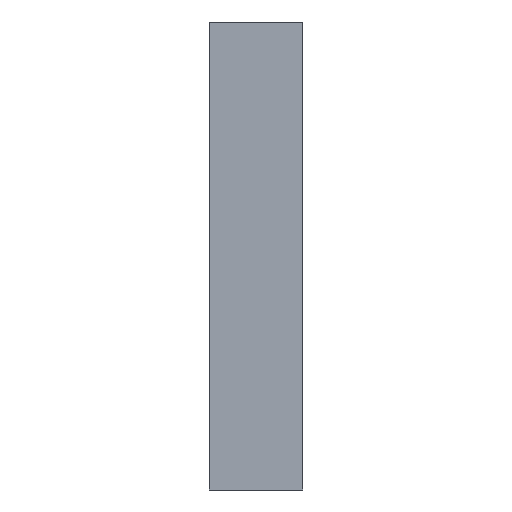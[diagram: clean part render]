
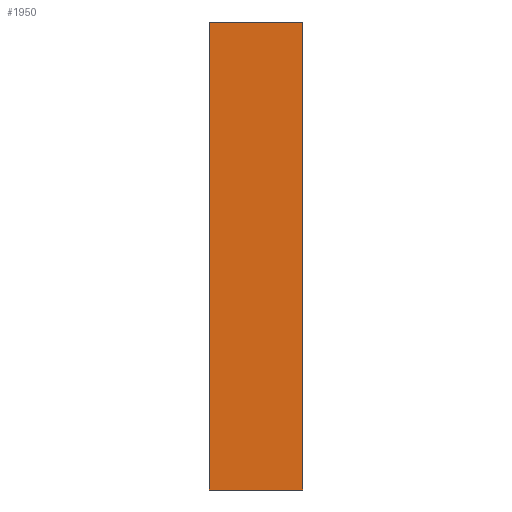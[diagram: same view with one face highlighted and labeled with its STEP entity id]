
A CAD part, front view. The second image highlights one B-rep face of the part: STEP entity #1950.
In plain terms, the highlighted planar face has unit normal (0, -1, 0).
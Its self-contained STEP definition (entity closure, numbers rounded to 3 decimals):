
#95 = VERTEX_POINT ( 'NONE', #2988 ) ;
#162 = CARTESIAN_POINT ( 'NONE',  ( 298.1, 0., 3000. ) ) ;
#176 = EDGE_CURVE ( 'NONE', #988, #95, #2653, .T. ) ;
#225 = EDGE_CURVE ( 'NONE', #988, #331, #3712, .T. ) ;
#311 = EDGE_CURVE ( 'NONE', #95, #3752, #2534, .T. ) ;
#331 = VERTEX_POINT ( 'NONE', #2521 ) ;
#352 = CARTESIAN_POINT ( 'NONE',  ( 298.1, 0., 0. ) ) ;
#623 = ORIENTED_EDGE ( 'NONE', *, *, #1123, .T. ) ;
#840 = VERTEX_POINT ( 'NONE', #1148 ) ;
#874 = ORIENTED_EDGE ( 'NONE', *, *, #1207, .F. ) ;
#961 = FACE_OUTER_BOUND ( 'NONE', #1885, .T. ) ;
#965 = EDGE_CURVE ( 'NONE', #1492, #3235, #1713, .T. ) ;
#988 = VERTEX_POINT ( 'NONE', #3420 ) ;
#1123 = EDGE_CURVE ( 'NONE', #2368, #331, #1574, .T. ) ;
#1148 = CARTESIAN_POINT ( 'NONE',  ( -298.1, 0., 3000. ) ) ;
#1166 = DIRECTION ( 'NONE',  ( 1., 0., 0. ) ) ;
#1189 = DIRECTION ( 'NONE',  ( 0., 1., 0. ) ) ;
#1207 = EDGE_CURVE ( 'NONE', #840, #1492, #1418, .T. ) ;
#1241 = DIRECTION ( 'NONE',  ( 0., 0., 1. ) ) ;
#1257 = EDGE_CURVE ( 'NONE', #3235, #3752, #1389, .T. ) ;
#1276 = EDGE_CURVE ( 'NONE', #840, #2368, #1341, .T. ) ;
#1301 = VECTOR ( 'NONE', #1398, 1000. ) ;
#1341 = LINE ( 'NONE', #1443, #1301 ) ;
#1351 = VECTOR ( 'NONE', #1622, 1000. ) ;
#1389 = LINE ( 'NONE', #1619, #1351 ) ;
#1398 = DIRECTION ( 'NONE',  ( -1., 0., 0. ) ) ;
#1416 = VECTOR ( 'NONE', #1907, 1000. ) ;
#1418 = LINE ( 'NONE', #1921, #1416 ) ;
#1434 = PLANE ( 'NONE',  #2153 ) ;
#1443 = CARTESIAN_POINT ( 'NONE',  ( -298.1, 0., 3000. ) ) ;
#1451 = CARTESIAN_POINT ( 'NONE',  ( -300., 0., 3000. ) ) ;
#1459 = CARTESIAN_POINT ( 'NONE',  ( 298.1, 0., 3000. ) ) ;
#1492 = VERTEX_POINT ( 'NONE', #162 ) ;
#1525 = VECTOR ( 'NONE', #2585, 1000. ) ;
#1554 = CARTESIAN_POINT ( 'NONE',  ( 298.1, 0., 0. ) ) ;
#1574 = LINE ( 'NONE', #2620, #1525 ) ;
#1619 = CARTESIAN_POINT ( 'NONE',  ( 300., 0., 3000. ) ) ;
#1622 = DIRECTION ( 'NONE',  ( 0., 0., -1. ) ) ;
#1709 = VECTOR ( 'NONE', #3610, 1000. ) ;
#1713 = LINE ( 'NONE', #3563, #1709 ) ;
#1885 = EDGE_LOOP ( 'NONE', ( #3045, #1926, #3489, #2430, #874, #2432, #623, #3553 ) ) ;
#1907 = DIRECTION ( 'NONE',  ( 1., 0., 0. ) ) ;
#1921 = CARTESIAN_POINT ( 'NONE',  ( 298.1, 0., 3000. ) ) ;
#1926 = ORIENTED_EDGE ( 'NONE', *, *, #311, .T. ) ;
#1950 = ADVANCED_FACE ( 'NONE', ( #961 ), #1434, .F. ) ;
#2153 = AXIS2_PLACEMENT_3D ( 'NONE', #1459, #1189, #1241 ) ;
#2368 = VERTEX_POINT ( 'NONE', #1451 ) ;
#2430 = ORIENTED_EDGE ( 'NONE', *, *, #965, .F. ) ;
#2432 = ORIENTED_EDGE ( 'NONE', *, *, #1276, .T. ) ;
#2496 = VECTOR ( 'NONE', #3353, 1000. ) ;
#2497 = CARTESIAN_POINT ( 'NONE',  ( 300., 0., 0. ) ) ;
#2521 = CARTESIAN_POINT ( 'NONE',  ( -300., 0., 0. ) ) ;
#2534 = LINE ( 'NONE', #2982, #2496 ) ;
#2574 = VECTOR ( 'NONE', #3680, 1000. ) ;
#2585 = DIRECTION ( 'NONE',  ( 0., 0., -1. ) ) ;
#2598 = VECTOR ( 'NONE', #1166, 1000. ) ;
#2620 = CARTESIAN_POINT ( 'NONE',  ( -300., 0., 3000. ) ) ;
#2653 = LINE ( 'NONE', #352, #2598 ) ;
#2982 = CARTESIAN_POINT ( 'NONE',  ( 298.1, 0., 0. ) ) ;
#2988 = CARTESIAN_POINT ( 'NONE',  ( 298.1, 0., 0. ) ) ;
#3045 = ORIENTED_EDGE ( 'NONE', *, *, #176, .T. ) ;
#3235 = VERTEX_POINT ( 'NONE', #3657 ) ;
#3353 = DIRECTION ( 'NONE',  ( 1., 0., 0. ) ) ;
#3420 = CARTESIAN_POINT ( 'NONE',  ( -298.1, 0., 0. ) ) ;
#3489 = ORIENTED_EDGE ( 'NONE', *, *, #1257, .F. ) ;
#3553 = ORIENTED_EDGE ( 'NONE', *, *, #225, .F. ) ;
#3563 = CARTESIAN_POINT ( 'NONE',  ( 298.1, 0., 3000. ) ) ;
#3610 = DIRECTION ( 'NONE',  ( 1., 0., 0. ) ) ;
#3657 = CARTESIAN_POINT ( 'NONE',  ( 300., 0., 3000. ) ) ;
#3680 = DIRECTION ( 'NONE',  ( -1., 0., 0. ) ) ;
#3712 = LINE ( 'NONE', #1554, #2574 ) ;
#3752 = VERTEX_POINT ( 'NONE', #2497 ) ;
